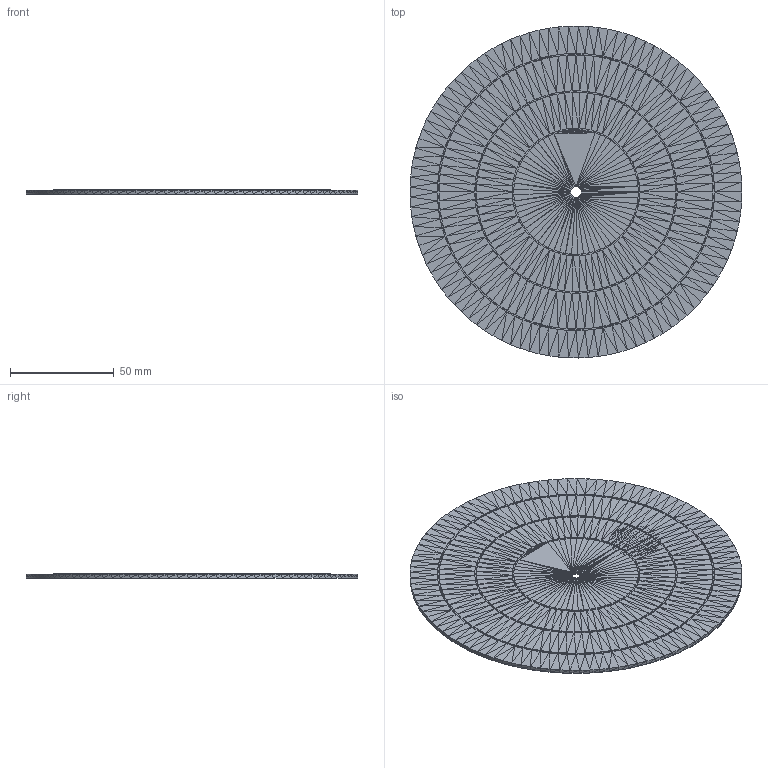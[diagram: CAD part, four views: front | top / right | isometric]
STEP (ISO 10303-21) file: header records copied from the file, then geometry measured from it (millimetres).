
FILE_DESCRIPTION((''),'2;1');
FILE_NAME('Disk', '2026-01-24T00:26:06', (''), (''), 'ImageToStl.com STEP Converter','', '');
FILE_SCHEMA(('AUTOMOTIVE_DESIGN_CC2'));
Length unit declared in the file: metre
Products named in the file (1): product0
Bounding box: 159.96 x 159.98 x 2 mm (x, y, z)
Surface area: 42462.3 mm2 (no closed solid volume)
Topology: 0 solids, 2628 shells, 2628 faces, 7884 edges, 1316 vertices
Faces by surface type: plane 2628
Entity records: 60483 total; most frequent: DIRECTION 13142, ORIENTED_EDGE 7884, EDGE_CURVE 7884, LINE 7884, VECTOR 7884, AXIS2_PLACEMENT_3D 2629, FACE_SURFACE 2628, PLANE 2628
